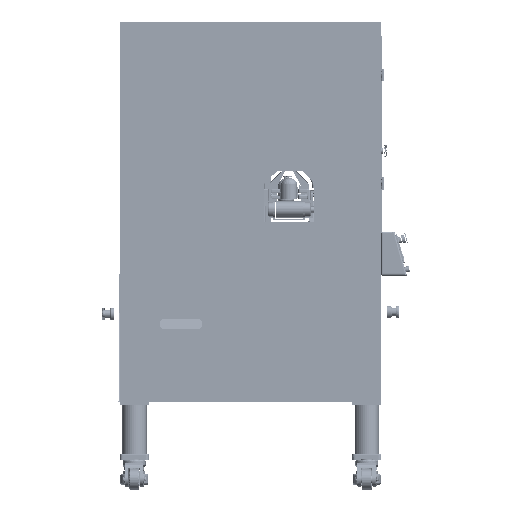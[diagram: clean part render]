
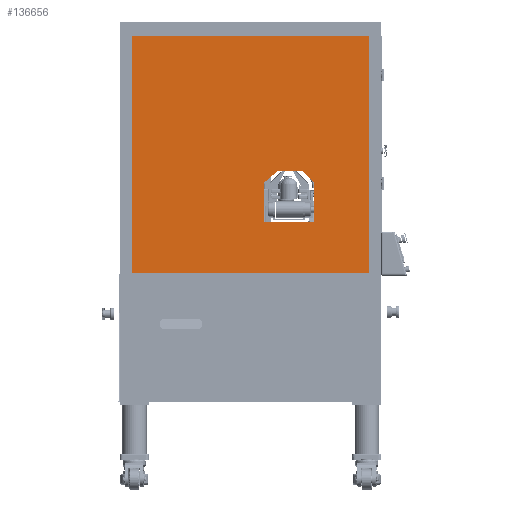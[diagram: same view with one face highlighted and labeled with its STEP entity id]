
A CAD part, top view. The second image highlights one B-rep face of the part: STEP entity #136656.
In plain terms, the highlighted planar face has unit normal (0, 0, 1).
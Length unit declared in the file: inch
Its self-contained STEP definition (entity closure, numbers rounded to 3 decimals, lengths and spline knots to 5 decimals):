
#3648 = VERTEX_POINT ( 'NONE', #119208 ) ;
#3833 = VERTEX_POINT ( 'NONE', #119279 ) ;
#3912 = VERTEX_POINT ( 'NONE', #73705 ) ;
#26852 = ORIENTED_EDGE ( 'NONE', *, *, #123782, .F. ) ;
#26854 = ORIENTED_EDGE ( 'NONE', *, *, #123787, .F. ) ;
#26856 = ORIENTED_EDGE ( 'NONE', *, *, #123788, .F. ) ;
#26858 = ORIENTED_EDGE ( 'NONE', *, *, #123785, .F. ) ;
#26860 = ORIENTED_EDGE ( 'NONE', *, *, #123769, .F. ) ;
#26862 = ORIENTED_EDGE ( 'NONE', *, *, #123789, .F. ) ;
#26864 = ORIENTED_EDGE ( 'NONE', *, *, #123790, .T. ) ;
#26866 = ORIENTED_EDGE ( 'NONE', *, *, #123792, .T. ) ;
#26868 = ORIENTED_EDGE ( 'NONE', *, *, #123791, .T. ) ;
#26870 = ORIENTED_EDGE ( 'NONE', *, *, #123793, .T. ) ;
#30900 = CARTESIAN_POINT ( 'NONE',  ( -4.05353, 56.64368, 24.26248 ) ) ;
#34381 = VERTEX_POINT ( 'NONE', #78714 ) ;
#34439 = VERTEX_POINT ( 'NONE', #78731 ) ;
#37807 = LINE ( 'NONE', #37809, #76320 ) ;
#37809 = CARTESIAN_POINT ( 'NONE',  ( -8.69209, 55.15723, 24.26248 ) ) ;
#37810 = DIRECTION ( 'NONE',  ( -0.76, -0.65, 0. ) ) ;
#37858 = LINE ( 'NONE', #37859, #76363 ) ;
#37859 = CARTESIAN_POINT ( 'NONE',  ( -8.69209, 50.39368, 24.26248 ) ) ;
#37860 = DIRECTION ( 'NONE',  ( 1., 0., 0. ) ) ;
#37870 = LINE ( 'NONE', #37872, #76373 ) ;
#37872 = CARTESIAN_POINT ( 'NONE',  ( -2.56709, 55.15723, 24.26248 ) ) ;
#37873 = DIRECTION ( 'NONE',  ( 0., 1., 0. ) ) ;
#37877 = LINE ( 'NONE', #37878, #76379 ) ;
#37878 = CARTESIAN_POINT ( 'NONE',  ( -2.56709, 55.15723, 24.26248 ) ) ;
#37879 = DIRECTION ( 'NONE',  ( -0.707, 0.707, 0. ) ) ;
#37880 = LINE ( 'NONE', #37882, #76383 ) ;
#37882 = CARTESIAN_POINT ( 'NONE',  ( -8.69209, 55.15723, 24.26248 ) ) ;
#37884 = DIRECTION ( 'NONE',  ( 0., -1., 0. ) ) ;
#37885 = LINE ( 'NONE', #37886, #76386 ) ;
#37886 = CARTESIAN_POINT ( 'NONE',  ( -6.95564, 56.64368, 24.26248 ) ) ;
#37887 = DIRECTION ( 'NONE',  ( -1., 0., 0. ) ) ;
#37889 = LINE ( 'NONE', #37890, #76389 ) ;
#37890 = CARTESIAN_POINT ( 'NONE',  ( 4.18291, 44.14368, 24.26248 ) ) ;
#37891 = DIRECTION ( 'NONE',  ( 0., 1., 0. ) ) ;
#37892 = LINE ( 'NONE', #37893, #76392 ) ;
#37893 = CARTESIAN_POINT ( 'NONE',  ( -24.81709, 73.14368, 24.26248 ) ) ;
#37894 = DIRECTION ( 'NONE',  ( -1., 0., 0. ) ) ;
#37895 = LINE ( 'NONE', #37896, #76396 ) ;
#37896 = CARTESIAN_POINT ( 'NONE',  ( -24.81709, 44.14368, 24.26248 ) ) ;
#37897 = DIRECTION ( 'NONE',  ( 0., -1., 0. ) ) ;
#37898 = LINE ( 'NONE', #37900, #76399 ) ;
#37900 = CARTESIAN_POINT ( 'NONE',  ( -24.81709, 44.14368, 24.26248 ) ) ;
#37901 = DIRECTION ( 'NONE',  ( 1., 0., 0. ) ) ;
#50353 = FACE_OUTER_BOUND ( 'NONE', #65193, .T. ) ;
#50355 = FACE_BOUND ( 'NONE', #65591, .T. ) ;
#50377 = AXIS2_PLACEMENT_3D ( 'NONE', #72038, #72040, #72041 ) ;
#65193 = EDGE_LOOP ( 'NONE', ( #26864, #26868, #26866, #26870 ) ) ;
#65591 = EDGE_LOOP ( 'NONE', ( #26854, #26858, #26852, #26856, #26860, #26862 ) ) ;
#72037 = PLANE ( 'NONE',  #50377 ) ;
#72038 = CARTESIAN_POINT ( 'NONE',  ( 4.18291, 73.14368, 24.26248 ) ) ;
#72040 = DIRECTION ( 'NONE',  ( 0., 0., -1. ) ) ;
#72041 = DIRECTION ( 'NONE',  ( -1., 0., 0. ) ) ;
#73285 = VERTEX_POINT ( 'NONE', #30900 ) ;
#73435 = VERTEX_POINT ( 'NONE', #128543 ) ;
#73705 = CARTESIAN_POINT ( 'NONE',  ( -8.69209, 55.15723, 24.26248 ) ) ;
#76320 = VECTOR ( 'NONE', #37810, 39.37008 ) ;
#76363 = VECTOR ( 'NONE', #37860, 39.37008 ) ;
#76373 = VECTOR ( 'NONE', #37873, 39.37008 ) ;
#76379 = VECTOR ( 'NONE', #37879, 39.37008 ) ;
#76383 = VECTOR ( 'NONE', #37884, 39.37008 ) ;
#76386 = VECTOR ( 'NONE', #37887, 39.37008 ) ;
#76389 = VECTOR ( 'NONE', #37891, 39.37008 ) ;
#76392 = VECTOR ( 'NONE', #37894, 39.37008 ) ;
#76396 = VECTOR ( 'NONE', #37897, 39.37008 ) ;
#76399 = VECTOR ( 'NONE', #37901, 39.37008 ) ;
#78714 = CARTESIAN_POINT ( 'NONE',  ( -8.69209, 50.39368, 24.26248 ) ) ;
#78731 = CARTESIAN_POINT ( 'NONE',  ( 4.18291, 73.14368, 24.26248 ) ) ;
#103658 = CARTESIAN_POINT ( 'NONE',  ( -24.81709, 44.14368, 24.26248 ) ) ;
#103786 = CARTESIAN_POINT ( 'NONE',  ( -24.81709, 73.14368, 24.26248 ) ) ;
#103838 = CARTESIAN_POINT ( 'NONE',  ( -2.56709, 55.15723, 24.26248 ) ) ;
#119208 = CARTESIAN_POINT ( 'NONE',  ( -6.95564, 56.64368, 24.26248 ) ) ;
#119279 = CARTESIAN_POINT ( 'NONE',  ( -2.56709, 50.39368, 24.26248 ) ) ;
#123769 = EDGE_CURVE ( 'NONE', #3648, #3912, #37807, .T. ) ;
#123782 = EDGE_CURVE ( 'NONE', #34381, #3833, #37858, .T. ) ;
#123785 = EDGE_CURVE ( 'NONE', #3833, #139970, #37870, .T. ) ;
#123787 = EDGE_CURVE ( 'NONE', #139970, #73285, #37877, .T. ) ;
#123788 = EDGE_CURVE ( 'NONE', #3912, #34381, #37880, .T. ) ;
#123789 = EDGE_CURVE ( 'NONE', #73285, #3648, #37885, .T. ) ;
#123790 = EDGE_CURVE ( 'NONE', #73435, #34439, #37889, .T. ) ;
#123791 = EDGE_CURVE ( 'NONE', #34439, #139894, #37892, .T. ) ;
#123792 = EDGE_CURVE ( 'NONE', #139894, #139721, #37895, .T. ) ;
#123793 = EDGE_CURVE ( 'NONE', #139721, #73435, #37898, .T. ) ;
#128543 = CARTESIAN_POINT ( 'NONE',  ( 4.18291, 44.14368, 24.26248 ) ) ;
#136656 = ADVANCED_FACE ( 'NONE', ( #50355, #50353 ), #72037, .F. ) ;
#139721 = VERTEX_POINT ( 'NONE', #103658 ) ;
#139894 = VERTEX_POINT ( 'NONE', #103786 ) ;
#139970 = VERTEX_POINT ( 'NONE', #103838 ) ;
